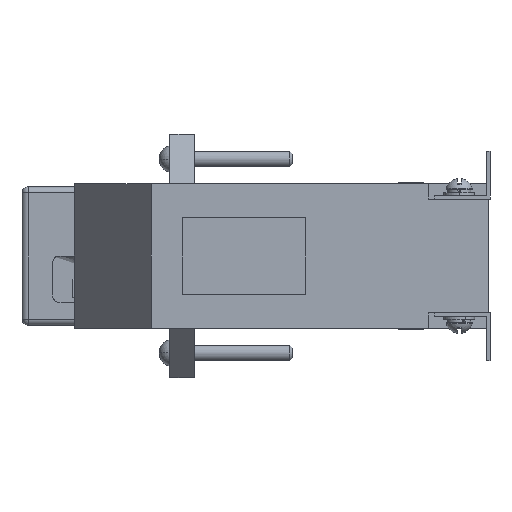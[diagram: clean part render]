
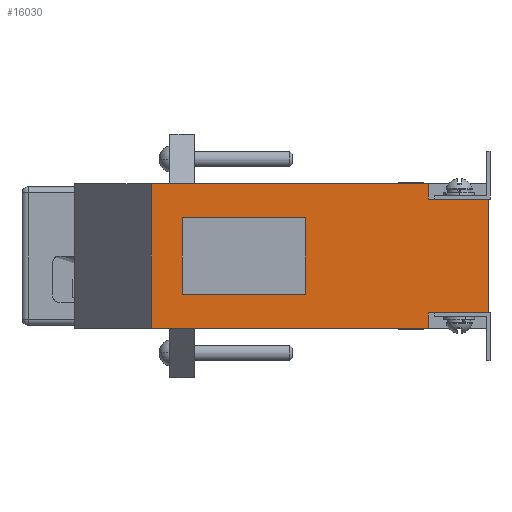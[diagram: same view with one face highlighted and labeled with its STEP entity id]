
A CAD part, left-side view. The second image highlights one B-rep face of the part: STEP entity #16030.
In plain terms, the highlighted planar face has unit normal (-1, 0, 0).
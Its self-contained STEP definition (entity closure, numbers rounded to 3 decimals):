
#229 = ORIENTED_EDGE ( 'NONE', *, *, #2296, .T. ) ;
#769 = EDGE_LOOP ( 'NONE', ( #9741, #4392, #10064, #12703 ) ) ;
#992 = VECTOR ( 'NONE', #22825, 1000. ) ;
#1071 = LINE ( 'NONE', #9131, #20879 ) ;
#1586 = VERTEX_POINT ( 'NONE', #10061 ) ;
#1682 = LINE ( 'NONE', #9731, #6981 ) ;
#1769 = EDGE_CURVE ( 'NONE', #1586, #2244, #15513, .T. ) ;
#2244 = VERTEX_POINT ( 'NONE', #20246 ) ;
#2296 = EDGE_CURVE ( 'NONE', #12372, #6847, #20512, .T. ) ;
#2304 = ORIENTED_EDGE ( 'NONE', *, *, #15730, .F. ) ;
#2682 = CARTESIAN_POINT ( 'NONE',  ( -48.553, 20.666, 141.013 ) ) ;
#2731 = LINE ( 'NONE', #10789, #3287 ) ;
#2882 = VECTOR ( 'NONE', #21504, 1000. ) ;
#2993 = LINE ( 'NONE', #11042, #9085 ) ;
#3085 = VERTEX_POINT ( 'NONE', #14066 ) ;
#3176 = LINE ( 'NONE', #11231, #7564 ) ;
#3243 = EDGE_CURVE ( 'NONE', #9736, #12710, #3176, .T. ) ;
#3287 = VECTOR ( 'NONE', #18648, 1000. ) ;
#3464 = CARTESIAN_POINT ( 'NONE',  ( -48.553, 130.666, 183.013 ) ) ;
#3996 = ORIENTED_EDGE ( 'NONE', *, *, #14623, .T. ) ;
#4072 = CARTESIAN_POINT ( 'NONE',  ( -48.553, 80.666, 172.013 ) ) ;
#4392 = ORIENTED_EDGE ( 'NONE', *, *, #1769, .F. ) ;
#4503 = VERTEX_POINT ( 'NONE', #4072 ) ;
#4536 = EDGE_CURVE ( 'NONE', #2244, #14184, #2731, .T. ) ;
#4672 = FACE_OUTER_BOUND ( 'NONE', #24615, .T. ) ;
#5531 = DIRECTION ( 'NONE',  ( 0., 0., -1. ) ) ;
#5618 = LINE ( 'NONE', #13627, #2882 ) ;
#5907 = CARTESIAN_POINT ( 'NONE',  ( -48.553, 130.666, 136.013 ) ) ;
#6012 = CARTESIAN_POINT ( 'NONE',  ( -48.553, 21.166, 141.013 ) ) ;
#6042 = VERTEX_POINT ( 'NONE', #5907 ) ;
#6150 = EDGE_CURVE ( 'NONE', #4503, #1586, #17230, .T. ) ;
#6523 = ORIENTED_EDGE ( 'NONE', *, *, #9218, .F. ) ;
#6847 = VERTEX_POINT ( 'NONE', #6012 ) ;
#6940 = DIRECTION ( 'NONE',  ( 0., 0., -1. ) ) ;
#6981 = VECTOR ( 'NONE', #17620, 1000. ) ;
#7004 = LINE ( 'NONE', #14971, #992 ) ;
#7335 = DIRECTION ( 'NONE',  ( 0., 1., 0. ) ) ;
#7564 = VECTOR ( 'NONE', #19078, 1000. ) ;
#8032 = LINE ( 'NONE', #15995, #19357 ) ;
#9085 = VECTOR ( 'NONE', #18888, 1000. ) ;
#9131 = CARTESIAN_POINT ( 'NONE',  ( -48.553, 80.666, 172.013 ) ) ;
#9218 = EDGE_CURVE ( 'NONE', #25528, #6847, #5618, .T. ) ;
#9505 = LINE ( 'NONE', #17409, #12738 ) ;
#9731 = CARTESIAN_POINT ( 'NONE',  ( -48.553, 20.666, 178.013 ) ) ;
#9736 = VERTEX_POINT ( 'NONE', #3464 ) ;
#9741 = ORIENTED_EDGE ( 'NONE', *, *, #4536, .F. ) ;
#9917 = CARTESIAN_POINT ( 'NONE',  ( -48.553, 80.666, 147.013 ) ) ;
#10061 = CARTESIAN_POINT ( 'NONE',  ( -48.553, 120.666, 172.013 ) ) ;
#10064 = ORIENTED_EDGE ( 'NONE', *, *, #6150, .F. ) ;
#10248 = ORIENTED_EDGE ( 'NONE', *, *, #3243, .F. ) ;
#10370 = EDGE_CURVE ( 'NONE', #12246, #12710, #2993, .T. ) ;
#10720 = DIRECTION ( 'NONE',  ( 0., -1., 0. ) ) ;
#10789 = CARTESIAN_POINT ( 'NONE',  ( -48.553, 80.666, 147.013 ) ) ;
#11042 = CARTESIAN_POINT ( 'NONE',  ( -48.553, 40.666, 178.013 ) ) ;
#11231 = CARTESIAN_POINT ( 'NONE',  ( -48.553, 130.666, 183.013 ) ) ;
#12246 = VERTEX_POINT ( 'NONE', #13719 ) ;
#12372 = VERTEX_POINT ( 'NONE', #24204 ) ;
#12703 = ORIENTED_EDGE ( 'NONE', *, *, #20231, .F. ) ;
#12710 = VERTEX_POINT ( 'NONE', #19029 ) ;
#12730 = FACE_BOUND ( 'NONE', #769, .T. ) ;
#12738 = VECTOR ( 'NONE', #25183, 1000. ) ;
#13627 = CARTESIAN_POINT ( 'NONE',  ( -48.553, 21.166, 141.013 ) ) ;
#13719 = CARTESIAN_POINT ( 'NONE',  ( -48.553, 40.666, 178.013 ) ) ;
#14066 = CARTESIAN_POINT ( 'NONE',  ( -48.553, 40.666, 136.013 ) ) ;
#14120 = VECTOR ( 'NONE', #10720, 1000. ) ;
#14184 = VERTEX_POINT ( 'NONE', #9917 ) ;
#14623 = EDGE_CURVE ( 'NONE', #9736, #6042, #7004, .T. ) ;
#14956 = ORIENTED_EDGE ( 'NONE', *, *, #10370, .T. ) ;
#14971 = CARTESIAN_POINT ( 'NONE',  ( -48.553, 130.666, 183.013 ) ) ;
#15004 = ORIENTED_EDGE ( 'NONE', *, *, #22247, .F. ) ;
#15513 = LINE ( 'NONE', #23314, #19059 ) ;
#15730 = EDGE_CURVE ( 'NONE', #12372, #3085, #8032, .T. ) ;
#15995 = CARTESIAN_POINT ( 'NONE',  ( -48.553, 40.666, 141.013 ) ) ;
#16030 = ADVANCED_FACE ( 'NONE', ( #4672, #12730 ), #20565, .F. ) ;
#16553 = AXIS2_PLACEMENT_3D ( 'NONE', #16839, #24589, #6940 ) ;
#16839 = CARTESIAN_POINT ( 'NONE',  ( -48.553, 130.666, 183.013 ) ) ;
#17051 = DIRECTION ( 'NONE',  ( 0., 0., 1. ) ) ;
#17230 = LINE ( 'NONE', #24997, #20275 ) ;
#17409 = CARTESIAN_POINT ( 'NONE',  ( -48.553, 130.666, 136.013 ) ) ;
#17620 = DIRECTION ( 'NONE',  ( 0., -1., 0. ) ) ;
#18353 = EDGE_CURVE ( 'NONE', #6042, #3085, #9505, .T. ) ;
#18648 = DIRECTION ( 'NONE',  ( 0., -1., 0. ) ) ;
#18888 = DIRECTION ( 'NONE',  ( 0., 0., 1. ) ) ;
#19029 = CARTESIAN_POINT ( 'NONE',  ( -48.553, 40.666, 183.013 ) ) ;
#19059 = VECTOR ( 'NONE', #5531, 1000. ) ;
#19078 = DIRECTION ( 'NONE',  ( 0., -1., 0. ) ) ;
#19357 = VECTOR ( 'NONE', #23770, 1000. ) ;
#20231 = EDGE_CURVE ( 'NONE', #14184, #4503, #1071, .T. ) ;
#20246 = CARTESIAN_POINT ( 'NONE',  ( -48.553, 120.666, 147.013 ) ) ;
#20275 = VECTOR ( 'NONE', #7335, 1000. ) ;
#20512 = LINE ( 'NONE', #2682, #14120 ) ;
#20565 = PLANE ( 'NONE',  #16553 ) ;
#20879 = VECTOR ( 'NONE', #17051, 1000. ) ;
#21504 = DIRECTION ( 'NONE',  ( 0., 0., -1. ) ) ;
#21682 = ORIENTED_EDGE ( 'NONE', *, *, #18353, .T. ) ;
#22247 = EDGE_CURVE ( 'NONE', #12246, #25528, #1682, .T. ) ;
#22825 = DIRECTION ( 'NONE',  ( 0., 0., -1. ) ) ;
#23314 = CARTESIAN_POINT ( 'NONE',  ( -48.553, 120.666, 172.013 ) ) ;
#23770 = DIRECTION ( 'NONE',  ( 0., 0., -1. ) ) ;
#24204 = CARTESIAN_POINT ( 'NONE',  ( -48.553, 40.666, 141.013 ) ) ;
#24309 = CARTESIAN_POINT ( 'NONE',  ( -48.553, 21.166, 178.013 ) ) ;
#24589 = DIRECTION ( 'NONE',  ( 1., 0., 0. ) ) ;
#24615 = EDGE_LOOP ( 'NONE', ( #229, #6523, #15004, #14956, #10248, #3996, #21682, #2304 ) ) ;
#24997 = CARTESIAN_POINT ( 'NONE',  ( -48.553, 80.666, 172.013 ) ) ;
#25183 = DIRECTION ( 'NONE',  ( 0., -1., 0. ) ) ;
#25528 = VERTEX_POINT ( 'NONE', #24309 ) ;
